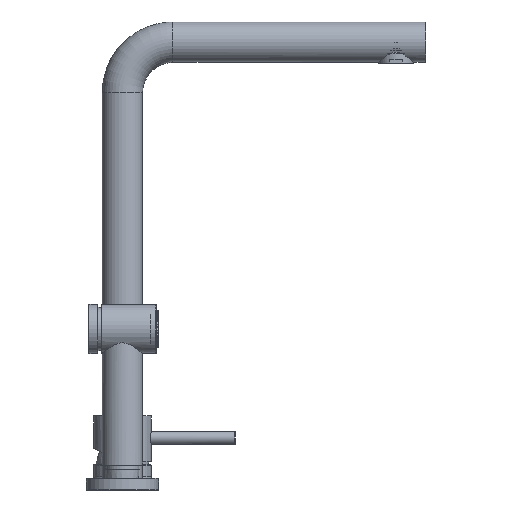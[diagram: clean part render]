
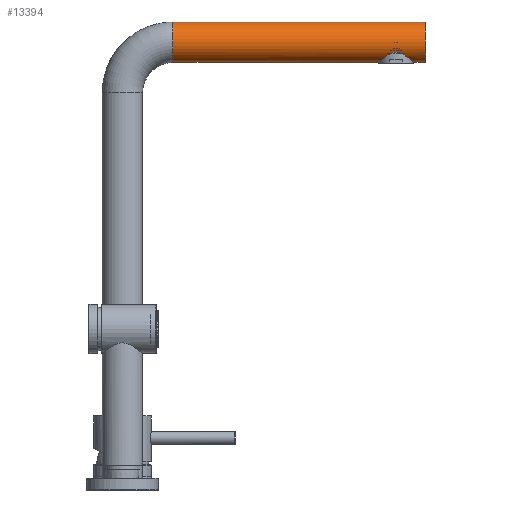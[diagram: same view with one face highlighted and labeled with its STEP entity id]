
A CAD part, left-side view. The second image highlights one B-rep face of the part: STEP entity #13394.
In plain terms, the highlighted cylindrical face has radius 14 mm (diameter 28 mm), a full revolution.
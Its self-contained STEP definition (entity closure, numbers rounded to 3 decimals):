
#33=B_SPLINE_CURVE_WITH_KNOTS('',3,(#21085,#21086,#21087,#21088,#21089,
#21090,#21091,#21092,#21093,#21094,#21095,#21096,#21097,#21098,#21099,#21100,
#21101,#21102,#21103,#21104,#21105,#21106,#21107,#21108,#21109,#21110,#21111,
#21112,#21113,#21114,#21115,#21116,#21117),.UNSPECIFIED.,.T.,.F.,(1,1,1,
1,1,1,1,1,1,1,1,1,1,1,1,1,1,1,1,1,1,1,1,1,1,1,1,1,1,1,1,1,1,1,1,1,1),(-0.008,
-0.005,-0.003,0.,0.003,
0.005,0.008,0.01,0.016,
0.018,0.021,0.023,0.026,
0.031,0.034,0.036,0.039,
0.041,0.044,0.047,0.049,
0.052,0.054,0.057,0.06,
0.062,0.065,0.067,0.07,
0.073,0.075,0.078,0.08,
0.083,0.086,0.088,0.091),
 .UNSPECIFIED.);
#3767=ORIENTED_EDGE('',*,*,#5110,.T.);
#3768=ORIENTED_EDGE('',*,*,#5111,.T.);
#3769=ORIENTED_EDGE('',*,*,#5112,.T.);
#5110=EDGE_CURVE('',#5870,#5870,#6458,.T.);
#5111=EDGE_CURVE('',#5871,#5871,#6459,.F.);
#5112=EDGE_CURVE('',#5872,#5872,#33,.T.);
#5870=VERTEX_POINT('',#21082);
#5871=VERTEX_POINT('',#21084);
#5872=VERTEX_POINT('',#21118);
#6458=CIRCLE('',#14646,14.);
#6459=CIRCLE('',#14647,14.);
#7213=EDGE_LOOP('',(#3767));
#7214=EDGE_LOOP('',(#3768));
#7215=EDGE_LOOP('',(#3769));
#8049=FACE_BOUND('',#7213,.T.);
#8050=FACE_BOUND('',#7214,.T.);
#8051=FACE_BOUND('',#7215,.T.);
#8454=CYLINDRICAL_SURFACE('',#14645,14.);
#13394=ADVANCED_FACE('',(#8049,#8050,#8051),#8454,.T.);
#14645=AXIS2_PLACEMENT_3D('',#21080,#17506,#17507);
#14646=AXIS2_PLACEMENT_3D('',#21081,#17508,#17509);
#14647=AXIS2_PLACEMENT_3D('',#21083,#17510,#17511);
#17506=DIRECTION('',(0.,1.,0.));
#17507=DIRECTION('',(0.,0.,1.));
#17508=DIRECTION('',(0.,-1.,0.));
#17509=DIRECTION('',(0.,0.,-1.));
#17510=DIRECTION('',(0.,-1.,0.));
#17511=DIRECTION('',(1.,0.,0.));
#21080=CARTESIAN_POINT('',(0.,35.,210.));
#21081=CARTESIAN_POINT('',(0.,209.8,210.));
#21082=CARTESIAN_POINT('',(0.,209.8,196.));
#21083=CARTESIAN_POINT('',(0.,35.,210.));
#21084=CARTESIAN_POINT('',(14.,35.,210.));
#21085=CARTESIAN_POINT('',(-12.058,192.1,202.862));
#21086=CARTESIAN_POINT('',(-12.346,189.5,203.403));
#21087=CARTESIAN_POINT('',(-12.057,186.902,202.861));
#21088=CARTESIAN_POINT('',(-11.332,184.664,201.729));
#21089=CARTESIAN_POINT('',(-10.255,182.677,200.412));
#21090=CARTESIAN_POINT('',(-8.399,180.366,198.661));
#21091=CARTESIAN_POINT('',(-5.819,178.5,197.086));
#21092=CARTESIAN_POINT('',(-2.621,177.441,196.168));
#21093=CARTESIAN_POINT('',(-0.019,177.156,195.918));
#21094=CARTESIAN_POINT('',(2.588,177.433,196.161));
#21095=CARTESIAN_POINT('',(5.805,178.492,197.078));
#21096=CARTESIAN_POINT('',(8.379,180.346,198.645));
#21097=CARTESIAN_POINT('',(10.251,182.671,200.408));
#21098=CARTESIAN_POINT('',(11.326,184.65,201.721));
#21099=CARTESIAN_POINT('',(12.057,186.9,202.861));
#21100=CARTESIAN_POINT('',(12.346,189.497,203.402));
#21101=CARTESIAN_POINT('',(12.06,192.088,202.866));
#21102=CARTESIAN_POINT('',(11.328,194.343,201.725));
#21103=CARTESIAN_POINT('',(10.264,196.311,200.421));
#21104=CARTESIAN_POINT('',(8.85,198.07,199.089));
#21105=CARTESIAN_POINT('',(7.117,199.562,197.876));
#21106=CARTESIAN_POINT('',(5.021,200.765,196.856));
#21107=CARTESIAN_POINT('',(2.609,201.561,196.166));
#21108=CARTESIAN_POINT('',(0.029,201.843,195.919));
#21109=CARTESIAN_POINT('',(-2.58,201.568,196.159));
#21110=CARTESIAN_POINT('',(-4.994,200.778,196.846));
#21111=CARTESIAN_POINT('',(-7.1,199.574,197.866));
#21112=CARTESIAN_POINT('',(-8.836,198.084,199.078));
#21113=CARTESIAN_POINT('',(-10.255,196.324,200.411));
#21114=CARTESIAN_POINT('',(-11.324,194.352,201.719));
#21115=CARTESIAN_POINT('',(-12.058,192.1,202.862));
#21116=CARTESIAN_POINT('',(-12.346,189.5,203.403));
#21117=CARTESIAN_POINT('',(-12.057,186.902,202.861));
#21118=CARTESIAN_POINT('',(-12.25,189.5,203.222));
